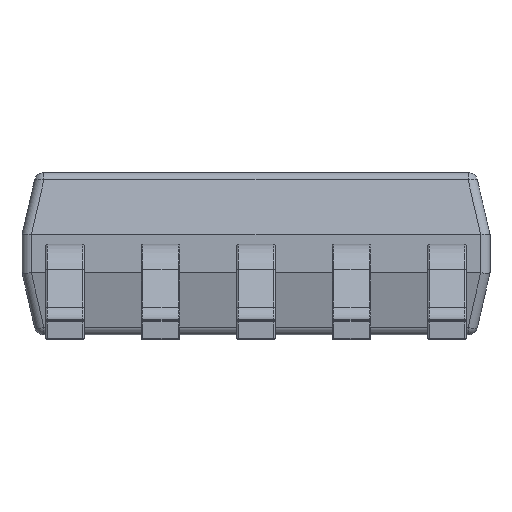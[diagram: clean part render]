
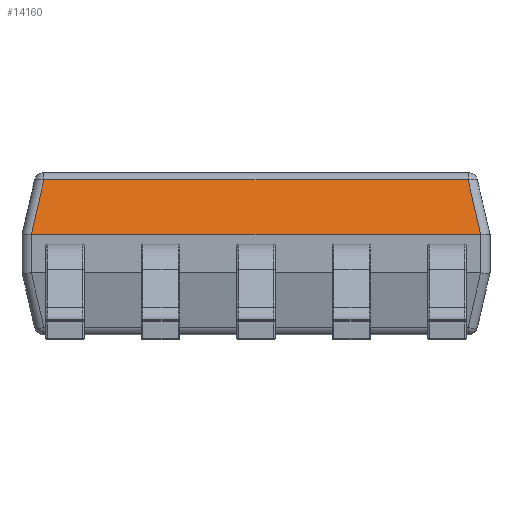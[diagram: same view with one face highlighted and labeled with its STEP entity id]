
A CAD part, front view. The second image highlights one B-rep face of the part: STEP entity #14160.
In plain terms, the highlighted planar face has unit normal (0, -0.974, 0.225).
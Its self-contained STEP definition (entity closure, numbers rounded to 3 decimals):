
#341=ELLIPSE('',#15106,0.437,0.098);
#342=ELLIPSE('',#15107,0.437,0.098);
#692=PLANE('',#15105);
#1083=FACE_OUTER_BOUND('',#1984,.T.);
#1984=EDGE_LOOP('',(#9125,#9126,#9127,#9128,#9129,#9130));
#2942=LINE('',#21218,#4123);
#2965=LINE('',#21294,#4146);
#2966=LINE('',#21296,#4147);
#2967=LINE('',#21298,#4148);
#4123=VECTOR('',#16540,1.);
#4146=VECTOR('',#16609,1.);
#4147=VECTOR('',#16610,1.);
#4148=VECTOR('',#16611,1.);
#5861=VERTEX_POINT('',#21215);
#5862=VERTEX_POINT('',#21217);
#5891=VERTEX_POINT('',#21291);
#5892=VERTEX_POINT('',#21293);
#5893=VERTEX_POINT('',#21295);
#5894=VERTEX_POINT('',#21297);
#7058=EDGE_CURVE('',#5861,#5862,#2942,.T.);
#7095=EDGE_CURVE('',#5861,#5891,#341,.T.);
#7096=EDGE_CURVE('',#5891,#5892,#2965,.T.);
#7097=EDGE_CURVE('',#5892,#5893,#2966,.T.);
#7098=EDGE_CURVE('',#5893,#5894,#2967,.T.);
#7099=EDGE_CURVE('',#5894,#5862,#342,.T.);
#9125=ORIENTED_EDGE('',*,*,#7058,.F.);
#9126=ORIENTED_EDGE('',*,*,#7095,.T.);
#9127=ORIENTED_EDGE('',*,*,#7096,.T.);
#9128=ORIENTED_EDGE('',*,*,#7097,.T.);
#9129=ORIENTED_EDGE('',*,*,#7098,.T.);
#9130=ORIENTED_EDGE('',*,*,#7099,.T.);
#14160=ADVANCED_FACE('',(#1083),#692,.T.);
#15105=AXIS2_PLACEMENT_3D('',#21290,#16605,#16606);
#15106=AXIS2_PLACEMENT_3D('',#21292,#16607,#16608);
#15107=AXIS2_PLACEMENT_3D('',#21299,#16612,#16613);
#16540=DIRECTION('',(-1.,0.,0.));
#16605=DIRECTION('center_axis',(0.,-0.974,0.225));
#16606=DIRECTION('ref_axis',(-1.,0.,0.));
#16607=DIRECTION('center_axis',(0.,-0.974,
0.225));
#16608=DIRECTION('ref_axis',(0.,-0.225,-0.974));
#16609=DIRECTION('',(-0.219,0.219,0.951));
#16610=DIRECTION('',(-1.,0.,0.));
#16611=DIRECTION('',(-0.219,-0.219,-0.951));
#16612=DIRECTION('center_axis',(0.,-0.974,
0.225));
#16613=DIRECTION('ref_axis',(0.,-0.225,-0.974));
#21215=CARTESIAN_POINT('',(2.309,-1.916,1.08));
#21217=CARTESIAN_POINT('',(-2.309,-1.916,1.08));
#21218=CARTESIAN_POINT('',(-2.408,-1.916,1.08));
#21290=CARTESIAN_POINT('Origin',(0.,-1.769,1.719));
#21291=CARTESIAN_POINT('',(2.312,-1.916,1.08));
#21292=CARTESIAN_POINT('Origin',(2.309,-1.818,1.506));
#21293=CARTESIAN_POINT('',(2.182,-1.786,1.643));
#21294=CARTESIAN_POINT('',(2.06,-1.665,2.17));
#21295=CARTESIAN_POINT('',(-2.182,-1.786,1.643));
#21296=CARTESIAN_POINT('',(0.,-1.786,1.643));
#21297=CARTESIAN_POINT('',(-2.312,-1.916,1.08));
#21298=CARTESIAN_POINT('',(-2.06,-1.665,2.17));
#21299=CARTESIAN_POINT('Origin',(-2.309,-1.818,1.506));
